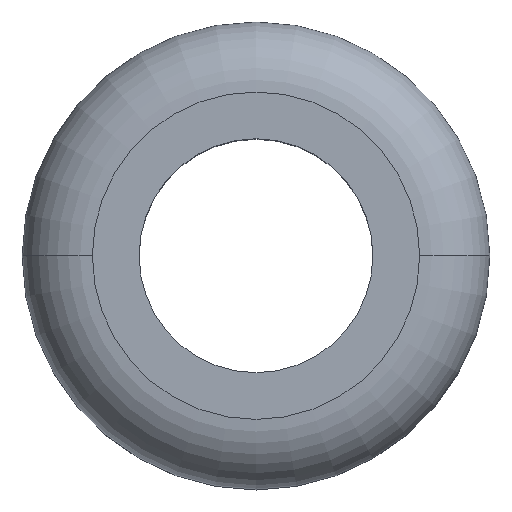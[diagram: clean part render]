
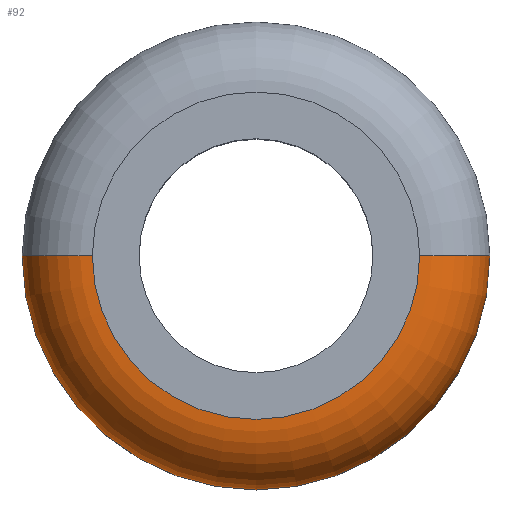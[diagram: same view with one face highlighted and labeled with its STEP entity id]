
A CAD part, top view. The second image highlights one B-rep face of the part: STEP entity #92.
In plain terms, the highlighted toroidal (fillet/blend) face has major radius 3.5 mm and minor radius 1.5 mm.
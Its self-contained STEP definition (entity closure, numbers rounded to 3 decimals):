
#31 = DIRECTION ( 'NONE',  ( 0., 0., -1. ) ) ;
#33 = VERTEX_POINT ( 'NONE', #102 ) ;
#54 = VERTEX_POINT ( 'NONE', #363 ) ;
#64 = AXIS2_PLACEMENT_3D ( 'NONE', #459, #389, #423 ) ;
#81 = EDGE_CURVE ( 'NONE', #54, #33, #461, .T. ) ;
#92 = ADVANCED_FACE ( 'NONE', ( #262 ), #348, .T. ) ;
#95 = CARTESIAN_POINT ( 'NONE',  ( 107.042, 0., 143.101 ) ) ;
#96 = AXIS2_PLACEMENT_3D ( 'NONE', #332, #31, #377 ) ;
#102 = CARTESIAN_POINT ( 'NONE',  ( 97.042, 0., 143.101 ) ) ;
#111 = EDGE_CURVE ( 'NONE', #358, #54, #150, .T. ) ;
#150 = CIRCLE ( 'NONE', #418, 3.5 ) ;
#151 = EDGE_CURVE ( 'NONE', #358, #267, #338, .T. ) ;
#156 = ORIENTED_EDGE ( 'NONE', *, *, #81, .T. ) ;
#179 = DIRECTION ( 'NONE',  ( 0., -1., 0. ) ) ;
#200 = DIRECTION ( 'NONE',  ( -1., 0., 0. ) ) ;
#221 = EDGE_LOOP ( 'NONE', ( #301, #424, #156, #326 ) ) ;
#231 = CARTESIAN_POINT ( 'NONE',  ( 102.042, 0., 144.601 ) ) ;
#253 = DIRECTION ( 'NONE',  ( -1., 0., 0. ) ) ;
#262 = FACE_OUTER_BOUND ( 'NONE', #221, .T. ) ;
#267 = VERTEX_POINT ( 'NONE', #95 ) ;
#268 = CIRCLE ( 'NONE', #96, 5. ) ;
#287 = AXIS2_PLACEMENT_3D ( 'NONE', #355, #179, #347 ) ;
#301 = ORIENTED_EDGE ( 'NONE', *, *, #151, .F. ) ;
#326 = ORIENTED_EDGE ( 'NONE', *, *, #473, .F. ) ;
#332 = CARTESIAN_POINT ( 'NONE',  ( 102.042, 0., 143.101 ) ) ;
#338 = CIRCLE ( 'NONE', #64, 1.5 ) ;
#347 = DIRECTION ( 'NONE',  ( 0., 0., -1. ) ) ;
#348 = TOROIDAL_SURFACE ( 'NONE', #396, 3.5, 1.5 ) ;
#355 = CARTESIAN_POINT ( 'NONE',  ( 98.542, 0., 143.101 ) ) ;
#358 = VERTEX_POINT ( 'NONE', #467 ) ;
#360 = CARTESIAN_POINT ( 'NONE',  ( 102.042, 0., 143.101 ) ) ;
#363 = CARTESIAN_POINT ( 'NONE',  ( 98.542, 0., 144.601 ) ) ;
#377 = DIRECTION ( 'NONE',  ( -1., 0., 0. ) ) ;
#389 = DIRECTION ( 'NONE',  ( 0., 1., 0. ) ) ;
#391 = DIRECTION ( 'NONE',  ( 0., 0., -1. ) ) ;
#396 = AXIS2_PLACEMENT_3D ( 'NONE', #360, #391, #253 ) ;
#405 = DIRECTION ( 'NONE',  ( 0., 0., -1. ) ) ;
#418 = AXIS2_PLACEMENT_3D ( 'NONE', #231, #405, #200 ) ;
#423 = DIRECTION ( 'NONE',  ( -1., 0., 0. ) ) ;
#424 = ORIENTED_EDGE ( 'NONE', *, *, #111, .T. ) ;
#459 = CARTESIAN_POINT ( 'NONE',  ( 105.542, 0., 143.101 ) ) ;
#461 = CIRCLE ( 'NONE', #287, 1.5 ) ;
#467 = CARTESIAN_POINT ( 'NONE',  ( 105.542, 0., 144.601 ) ) ;
#473 = EDGE_CURVE ( 'NONE', #267, #33, #268, .T. ) ;
